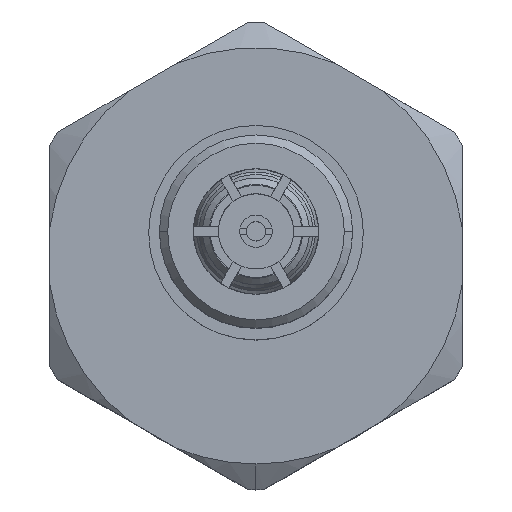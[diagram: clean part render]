
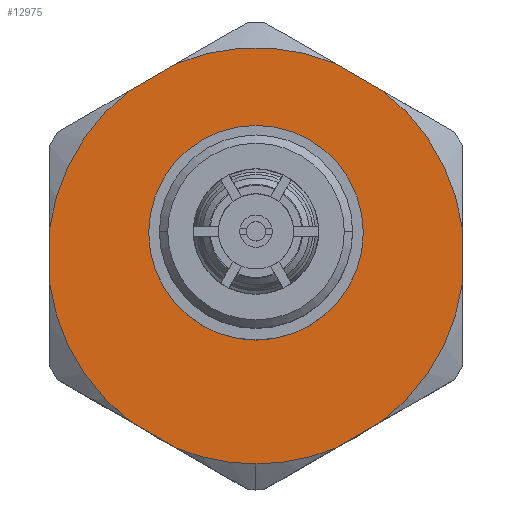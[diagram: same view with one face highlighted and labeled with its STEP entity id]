
A CAD part, top view. The second image highlights one B-rep face of the part: STEP entity #12975.
In plain terms, the highlighted face is planar.
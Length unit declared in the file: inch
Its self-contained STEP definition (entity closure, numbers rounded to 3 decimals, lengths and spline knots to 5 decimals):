
#236 = CIRCLE ( 'NONE', #9459, 0.041 ) ;
#269 = VERTEX_POINT ( 'NONE', #4617 ) ;
#307 = CARTESIAN_POINT ( 'NONE',  ( 0.366, 0.1261, -0.125 ) ) ;
#352 = PLANE ( 'NONE',  #1933 ) ;
#509 = DIRECTION ( 'NONE',  ( 1., 0., 0. ) ) ;
#535 = CARTESIAN_POINT ( 'NONE',  ( 0.366, 0.13978, -0.0079 ) ) ;
#579 = CARTESIAN_POINT ( 'NONE',  ( 0.366, 0., 0. ) ) ;
#845 = VERTEX_POINT ( 'NONE', #1565 ) ;
#958 = ORIENTED_EDGE ( 'NONE', *, *, #5304, .T. ) ;
#1155 = DIRECTION ( 'NONE',  ( 0., 1., 0. ) ) ;
#1259 = VERTEX_POINT ( 'NONE', #3019 ) ;
#1304 = CARTESIAN_POINT ( 'NONE',  ( 0.366, 0.1261, 0.125 ) ) ;
#1360 = CARTESIAN_POINT ( 'NONE',  ( 0.366, 0.041, 0. ) ) ;
#1517 = AXIS2_PLACEMENT_3D ( 'NONE', #13375, #1995, #7633 ) ;
#1548 = DIRECTION ( 'NONE',  ( 0., 1., 0. ) ) ;
#1565 = CARTESIAN_POINT ( 'NONE',  ( 0.366, 0.01658, -0.125 ) ) ;
#1674 = ORIENTED_EDGE ( 'NONE', *, *, #9545, .F. ) ;
#1924 = AXIS2_PLACEMENT_3D ( 'NONE', #7181, #11678, #1548 ) ;
#1933 = AXIS2_PLACEMENT_3D ( 'NONE', #7290, #13932, #10612 ) ;
#1982 = CARTESIAN_POINT ( 'NONE',  ( 0.366, 0., 0. ) ) ;
#1995 = DIRECTION ( 'NONE',  ( 1., 0., 0. ) ) ;
#2078 = DIRECTION ( 'NONE',  ( 0., 1., 0. ) ) ;
#2262 = CARTESIAN_POINT ( 'NONE',  ( 0.366, -0.09996, -0.07686 ) ) ;
#2425 = VERTEX_POINT ( 'NONE', #4707 ) ;
#2836 = EDGE_CURVE ( 'NONE', #13290, #9547, #3202, .T. ) ;
#2861 = DIRECTION ( 'NONE',  ( 0., -0.5, -0.866 ) ) ;
#3019 = CARTESIAN_POINT ( 'NONE',  ( 0.366, -0.11655, -0.04814 ) ) ;
#3202 = LINE ( 'NONE', #4175, #12812 ) ;
#3255 = CIRCLE ( 'NONE', #7293, 0.1261 ) ;
#3390 = VERTEX_POINT ( 'NONE', #1360 ) ;
#3600 = DIRECTION ( 'NONE',  ( 0., -1., 0. ) ) ;
#3765 = CIRCLE ( 'NONE', #11979, 0.1261 ) ;
#3921 = EDGE_CURVE ( 'NONE', #10486, #845, #10435, .T. ) ;
#4100 = CIRCLE ( 'NONE', #1517, 0.1261 ) ;
#4175 = CARTESIAN_POINT ( 'NONE',  ( 0.366, 0.13978, 0.0079 ) ) ;
#4200 = EDGE_CURVE ( 'NONE', #13070, #1259, #3765, .T. ) ;
#4347 = VERTEX_POINT ( 'NONE', #4418 ) ;
#4418 = CARTESIAN_POINT ( 'NONE',  ( 0.366, 0.09996, -0.07686 ) ) ;
#4562 = VECTOR ( 'NONE', #9336, 39.37008 ) ;
#4596 = CARTESIAN_POINT ( 'NONE',  ( 0.366, -0.11655, 0.04814 ) ) ;
#4617 = CARTESIAN_POINT ( 'NONE',  ( 0.366, -0.01658, 0.125 ) ) ;
#4706 = LINE ( 'NONE', #1304, #12028 ) ;
#4707 = CARTESIAN_POINT ( 'NONE',  ( 0.366, 0.01658, 0.125 ) ) ;
#4891 = CARTESIAN_POINT ( 'NONE',  ( 0.366, 0.11655, 0.04814 ) ) ;
#5022 = LINE ( 'NONE', #8568, #11660 ) ;
#5169 = EDGE_CURVE ( 'NONE', #845, #4347, #3255, .T. ) ;
#5238 = CARTESIAN_POINT ( 'NONE',  ( 0.366, 0., 0. ) ) ;
#5285 = AXIS2_PLACEMENT_3D ( 'NONE', #8949, #7700, #7849 ) ;
#5304 = EDGE_CURVE ( 'NONE', #1259, #6741, #7307, .T. ) ;
#5408 = ORIENTED_EDGE ( 'NONE', *, *, #11416, .T. ) ;
#5515 = VECTOR ( 'NONE', #8391, 39.37008 ) ;
#5630 = VERTEX_POINT ( 'NONE', #5804 ) ;
#5757 = DIRECTION ( 'NONE',  ( 0., 1., 0. ) ) ;
#5804 = CARTESIAN_POINT ( 'NONE',  ( 0.366, -0.09996, 0.07686 ) ) ;
#5914 = AXIS2_PLACEMENT_3D ( 'NONE', #1982, #12182, #14327 ) ;
#5915 = DIRECTION ( 'NONE',  ( 0., 0.5, -0.866 ) ) ;
#6011 = ORIENTED_EDGE ( 'NONE', *, *, #9641, .T. ) ;
#6054 = FACE_BOUND ( 'NONE', #13324, .T. ) ;
#6270 = VERTEX_POINT ( 'NONE', #13706 ) ;
#6588 = EDGE_LOOP ( 'NONE', ( #6011, #13771, #13353, #12480, #11069, #6816, #10194, #13363, #958, #6834, #10253, #11147, #5408 ) ) ;
#6702 = CIRCLE ( 'NONE', #5285, 0.1261 ) ;
#6724 = DIRECTION ( 'NONE',  ( 1., 0., 0. ) ) ;
#6741 = VERTEX_POINT ( 'NONE', #2262 ) ;
#6768 = EDGE_CURVE ( 'NONE', #2425, #269, #4706, .T. ) ;
#6792 = ORIENTED_EDGE ( 'NONE', *, *, #12153, .F. ) ;
#6816 = ORIENTED_EDGE ( 'NONE', *, *, #10794, .T. ) ;
#6834 = ORIENTED_EDGE ( 'NONE', *, *, #12075, .T. ) ;
#6840 = EDGE_CURVE ( 'NONE', #9547, #2425, #12984, .T. ) ;
#7181 = CARTESIAN_POINT ( 'NONE',  ( 0.366, 0., 0. ) ) ;
#7250 = DIRECTION ( 'NONE',  ( 0., 1., 0. ) ) ;
#7290 = CARTESIAN_POINT ( 'NONE',  ( 0.366, 0.1261, 0. ) ) ;
#7293 = AXIS2_PLACEMENT_3D ( 'NONE', #7715, #8890, #2078 ) ;
#7307 = LINE ( 'NONE', #10631, #10133 ) ;
#7557 = CIRCLE ( 'NONE', #5914, 0.1261 ) ;
#7613 = CIRCLE ( 'NONE', #7622, 0.1261 ) ;
#7622 = AXIS2_PLACEMENT_3D ( 'NONE', #579, #509, #7250 ) ;
#7633 = DIRECTION ( 'NONE',  ( 0., 1., 0. ) ) ;
#7700 = DIRECTION ( 'NONE',  ( 1., 0., 0. ) ) ;
#7715 = CARTESIAN_POINT ( 'NONE',  ( 0.366, 0., 0. ) ) ;
#7849 = DIRECTION ( 'NONE',  ( 0., 1., 0. ) ) ;
#7966 = CARTESIAN_POINT ( 'NONE',  ( 0.366, 0., 0. ) ) ;
#7983 = CARTESIAN_POINT ( 'NONE',  ( 0.366, 0.09996, 0.07686 ) ) ;
#8317 = LINE ( 'NONE', #535, #5515 ) ;
#8329 = CIRCLE ( 'NONE', #1924, 0.041 ) ;
#8391 = DIRECTION ( 'NONE',  ( 0., 0.5, 0.866 ) ) ;
#8568 = CARTESIAN_POINT ( 'NONE',  ( 0.366, -0.07673, 0.1171 ) ) ;
#8691 = DIRECTION ( 'NONE',  ( 0., -0.5, 0.866 ) ) ;
#8890 = DIRECTION ( 'NONE',  ( 1., 0., 0. ) ) ;
#8949 = CARTESIAN_POINT ( 'NONE',  ( 0.366, 0., 0. ) ) ;
#9336 = DIRECTION ( 'NONE',  ( 0., 1., 0. ) ) ;
#9459 = AXIS2_PLACEMENT_3D ( 'NONE', #13143, #14539, #11963 ) ;
#9545 = EDGE_CURVE ( 'NONE', #11349, #3390, #8329, .T. ) ;
#9547 = VERTEX_POINT ( 'NONE', #7983 ) ;
#9641 = EDGE_CURVE ( 'NONE', #6270, #13290, #7613, .T. ) ;
#10133 = VECTOR ( 'NONE', #5915, 39.37008 ) ;
#10194 = ORIENTED_EDGE ( 'NONE', *, *, #11698, .T. ) ;
#10253 = ORIENTED_EDGE ( 'NONE', *, *, #3921, .T. ) ;
#10435 = LINE ( 'NONE', #307, #4562 ) ;
#10486 = VERTEX_POINT ( 'NONE', #13367 ) ;
#10612 = DIRECTION ( 'NONE',  ( 0., 1., 0. ) ) ;
#10631 = CARTESIAN_POINT ( 'NONE',  ( 0.366, -0.07673, -0.1171 ) ) ;
#10794 = EDGE_CURVE ( 'NONE', #5630, #11873, #5022, .T. ) ;
#10901 = CARTESIAN_POINT ( 'NONE',  ( 0.366, -0.1261, 0. ) ) ;
#11069 = ORIENTED_EDGE ( 'NONE', *, *, #11607, .T. ) ;
#11147 = ORIENTED_EDGE ( 'NONE', *, *, #5169, .T. ) ;
#11331 = AXIS2_PLACEMENT_3D ( 'NONE', #7966, #12468, #5757 ) ;
#11349 = VERTEX_POINT ( 'NONE', #11484 ) ;
#11416 = EDGE_CURVE ( 'NONE', #4347, #6270, #8317, .T. ) ;
#11484 = CARTESIAN_POINT ( 'NONE',  ( 0.366, -0.041, 0. ) ) ;
#11607 = EDGE_CURVE ( 'NONE', #269, #5630, #4100, .T. ) ;
#11660 = VECTOR ( 'NONE', #2861, 39.37008 ) ;
#11678 = DIRECTION ( 'NONE',  ( 1., 0., 0. ) ) ;
#11698 = EDGE_CURVE ( 'NONE', #11873, #13070, #6702, .T. ) ;
#11873 = VERTEX_POINT ( 'NONE', #4596 ) ;
#11963 = DIRECTION ( 'NONE',  ( 0., 1., 0. ) ) ;
#11979 = AXIS2_PLACEMENT_3D ( 'NONE', #5238, #6724, #1155 ) ;
#12028 = VECTOR ( 'NONE', #3600, 39.37008 ) ;
#12075 = EDGE_CURVE ( 'NONE', #6741, #10486, #7557, .T. ) ;
#12153 = EDGE_CURVE ( 'NONE', #3390, #11349, #236, .T. ) ;
#12182 = DIRECTION ( 'NONE',  ( 1., 0., 0. ) ) ;
#12468 = DIRECTION ( 'NONE',  ( 1., 0., 0. ) ) ;
#12480 = ORIENTED_EDGE ( 'NONE', *, *, #6768, .T. ) ;
#12812 = VECTOR ( 'NONE', #8691, 39.37008 ) ;
#12975 = ADVANCED_FACE ( 'NONE', ( #6054, #13789 ), #352, .T. ) ;
#12984 = CIRCLE ( 'NONE', #11331, 0.1261 ) ;
#13070 = VERTEX_POINT ( 'NONE', #10901 ) ;
#13143 = CARTESIAN_POINT ( 'NONE',  ( 0.366, 0., 0. ) ) ;
#13290 = VERTEX_POINT ( 'NONE', #4891 ) ;
#13324 = EDGE_LOOP ( 'NONE', ( #6792, #1674 ) ) ;
#13353 = ORIENTED_EDGE ( 'NONE', *, *, #6840, .T. ) ;
#13363 = ORIENTED_EDGE ( 'NONE', *, *, #4200, .T. ) ;
#13367 = CARTESIAN_POINT ( 'NONE',  ( 0.366, -0.01658, -0.125 ) ) ;
#13375 = CARTESIAN_POINT ( 'NONE',  ( 0.366, 0., 0. ) ) ;
#13706 = CARTESIAN_POINT ( 'NONE',  ( 0.366, 0.11655, -0.04814 ) ) ;
#13771 = ORIENTED_EDGE ( 'NONE', *, *, #2836, .T. ) ;
#13789 = FACE_OUTER_BOUND ( 'NONE', #6588, .T. ) ;
#13932 = DIRECTION ( 'NONE',  ( 1., 0., 0. ) ) ;
#14327 = DIRECTION ( 'NONE',  ( 0., 1., 0. ) ) ;
#14539 = DIRECTION ( 'NONE',  ( 1., 0., 0. ) ) ;
